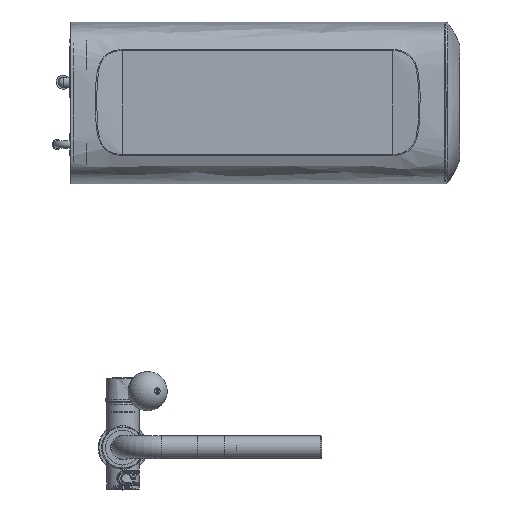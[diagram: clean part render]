
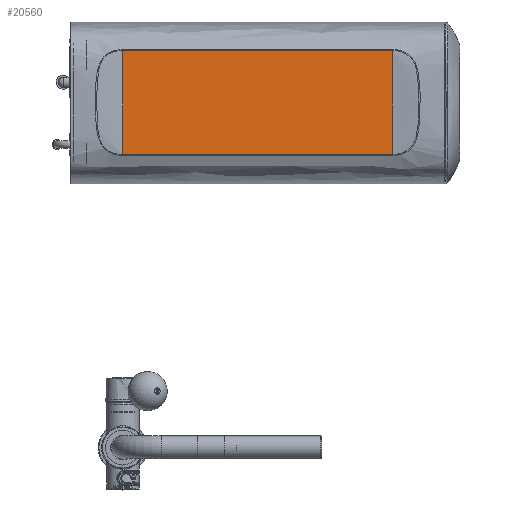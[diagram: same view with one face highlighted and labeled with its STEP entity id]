
A CAD part, top view. The second image highlights one B-rep face of the part: STEP entity #20560.
In plain terms, the highlighted planar face has unit normal (0, 0, 1).
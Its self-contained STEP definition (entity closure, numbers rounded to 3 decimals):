
#1978=LINE('',#62106,#3635);
#1980=LINE('',#62115,#3637);
#1982=LINE('',#62427,#3639);
#1983=LINE('',#62429,#3640);
#3635=VECTOR('',#28870,1000.);
#3637=VECTOR('',#28874,1000.);
#3639=VECTOR('',#28878,1000.);
#3640=VECTOR('',#28881,1000.);
#10359=ORIENTED_EDGE('',*,*,#13869,.T.);
#10360=ORIENTED_EDGE('',*,*,#13866,.T.);
#10361=ORIENTED_EDGE('',*,*,#13875,.T.);
#10362=ORIENTED_EDGE('',*,*,#13876,.T.);
#13866=EDGE_CURVE('',#16747,#16746,#1978,.T.);
#13869=EDGE_CURVE('',#16750,#16747,#1980,.T.);
#13875=EDGE_CURVE('',#16746,#16753,#1982,.T.);
#13876=EDGE_CURVE('',#16753,#16750,#1983,.T.);
#16746=VERTEX_POINT('',#62104);
#16747=VERTEX_POINT('',#62105);
#16750=VERTEX_POINT('',#62116);
#16753=VERTEX_POINT('',#62426);
#18323=EDGE_LOOP('',(#10359,#10360,#10361,#10362));
#19319=FACE_BOUND('',#18323,.T.);
#19783=PLANE('',#24613);
#20560=ADVANCED_FACE('',(#19319),#19783,.T.);
#24613=AXIS2_PLACEMENT_3D('',#62428,#28879,#28880);
#28870=DIRECTION('',(0.,1.,0.));
#28874=DIRECTION('',(1.,0.,0.));
#28878=DIRECTION('',(-1.,0.,0.));
#28879=DIRECTION('',(0.,0.,1.));
#28880=DIRECTION('',(0.,-1.,0.));
#28881=DIRECTION('',(0.,-1.,0.));
#62104=CARTESIAN_POINT('',(334.034,491.778,-13.9));
#62105=CARTESIAN_POINT('',(334.034,363.043,-13.9));
#62106=CARTESIAN_POINT('',(334.034,363.043,-13.9));
#62115=CARTESIAN_POINT('',(-0.442,363.043,-13.9));
#62116=CARTESIAN_POINT('',(-0.442,363.043,-13.9));
#62426=CARTESIAN_POINT('',(-0.442,491.778,-13.9));
#62427=CARTESIAN_POINT('',(334.034,491.778,-13.9));
#62428=CARTESIAN_POINT('',(-33.902,504.663,-13.9));
#62429=CARTESIAN_POINT('',(-0.442,491.778,-13.9));
